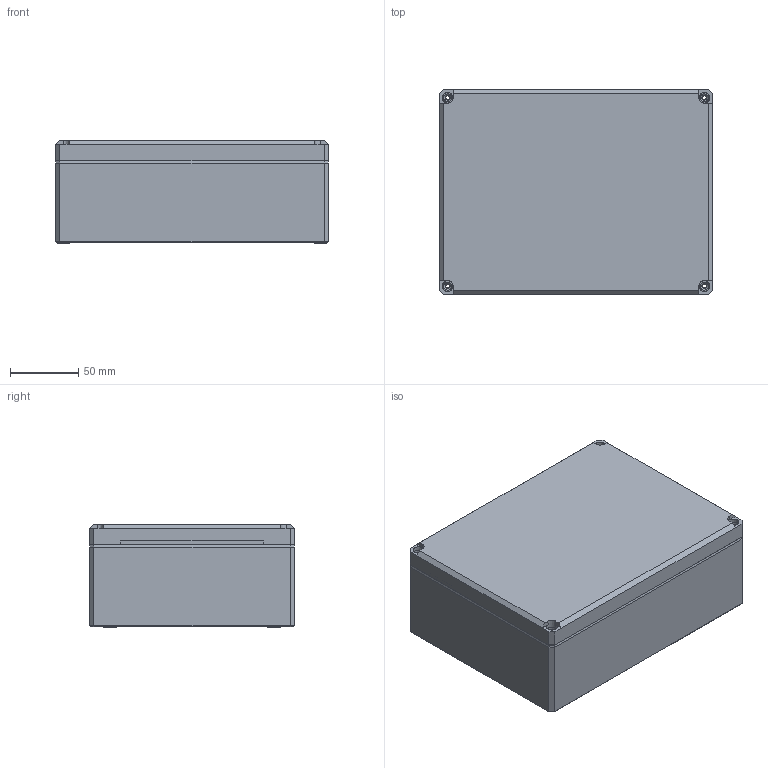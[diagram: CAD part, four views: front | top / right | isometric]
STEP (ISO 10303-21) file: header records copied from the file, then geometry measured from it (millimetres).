
FILE_DESCRIPTION((''),'2;1');
FILE_NAME('DPCP152008G_ASM','2008-12-18T',('pasi_koskela'),(''),'PRO/ENGINEER BY PARAMETRIC TECHNOLOGY CORPORATION, 2008250','PRO/ENGINEER BY PARAMETRIC TECHNOLOGY CORPORATION, 2008250','');
FILE_SCHEMA(('AUTOMOTIVE_DESIGN_CC2 { 1 2 10303 214 -1 1 5 2 }'));
Length unit declared in the file: millimetre
Products named in the file (3): DPCP152006B; DPCG152002L; DPCP152008G_ASM
Assembly tree (2 placements, depth 2):
  DPCP152008G_ASM
    DPCP152006B
    DPCG152002L
Bounding box: 200 x 150 x 76 mm (x, y, z)
Volume: 349655.1 mm3; surface area: 244874 mm2
Topology: 2 solids, 2 shells, 838 faces, 2107 edges, 1330 vertices
Faces by surface type: plane 322, cylinder 180, cone 152, bspline 100, torus 76, sphere 8
Entity records: 38351 total; most frequent: CARTESIAN_POINT 14814, ORIENTED_EDGE 4214, DIRECTION 3813, EDGE_CURVE 2107, AXIS2_PLACEMENT_3D 1403, VERTEX_POINT 1330, PRESENTATION_STYLE_ASSIGNMENT 1276, STYLED_ITEM 1276
